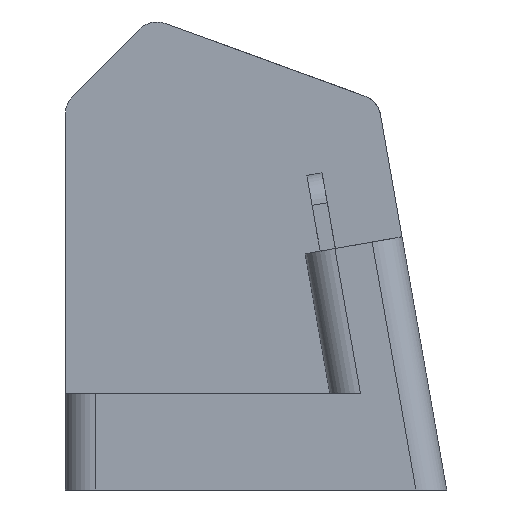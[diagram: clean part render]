
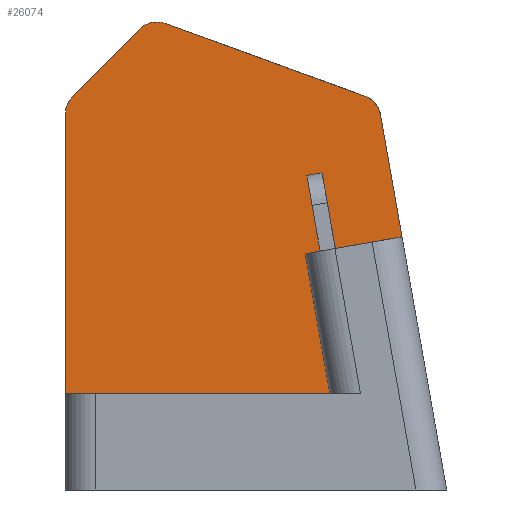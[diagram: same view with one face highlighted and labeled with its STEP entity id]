
A CAD part, left-side view. The second image highlights one B-rep face of the part: STEP entity #26074.
In plain terms, the highlighted planar face has unit normal (-1, 0, 0).
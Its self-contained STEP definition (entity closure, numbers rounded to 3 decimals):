
#107 = DIRECTION ( 'NONE',  ( -1., 0., 0. ) ) ;
#147 = VERTEX_POINT ( 'NONE', #11110 ) ;
#1495 = DIRECTION ( 'NONE',  ( 0., 0., 1. ) ) ;
#2159 = EDGE_CURVE ( 'NONE', #147, #37984, #36735, .T. ) ;
#2704 = CARTESIAN_POINT ( 'NONE',  ( 17.63, 16.378, 73.343 ) ) ;
#2868 = VERTEX_POINT ( 'NONE', #15340 ) ;
#2957 = VERTEX_POINT ( 'NONE', #24924 ) ;
#3131 = VERTEX_POINT ( 'NONE', #35437 ) ;
#3235 = CARTESIAN_POINT ( 'NONE',  ( 17.63, -17.992, 65.09 ) ) ;
#3640 = VECTOR ( 'NONE', #11417, 1000. ) ;
#3964 = ORIENTED_EDGE ( 'NONE', *, *, #2159, .F. ) ;
#4883 = LINE ( 'NONE', #26902, #12228 ) ;
#4957 = EDGE_CURVE ( 'NONE', #147, #2868, #10650, .T. ) ;
#5068 = LINE ( 'NONE', #35135, #37942 ) ;
#5570 = CARTESIAN_POINT ( 'NONE',  ( 17.63, -24.121, 41.846 ) ) ;
#5787 = CARTESIAN_POINT ( 'NONE',  ( 17.63, 19.207, 76.171 ) ) ;
#7401 = ORIENTED_EDGE ( 'NONE', *, *, #4957, .T. ) ;
#7703 = EDGE_CURVE ( 'NONE', #15665, #2957, #25693, .T. ) ;
#8758 = EDGE_CURVE ( 'NONE', #15665, #37984, #14357, .T. ) ;
#9706 = CARTESIAN_POINT ( 'NONE',  ( 17.63, -20.563, 62.026 ) ) ;
#9772 = EDGE_CURVE ( 'NONE', #2957, #25905, #39337, .T. ) ;
#9919 = LINE ( 'NONE', #21389, #22258 ) ;
#10179 = ORIENTED_EDGE ( 'NONE', *, *, #20054, .T. ) ;
#10404 = ORIENTED_EDGE ( 'NONE', *, *, #39197, .T. ) ;
#10650 = CIRCLE ( 'NONE', #36532, 4. ) ;
#11044 = CARTESIAN_POINT ( 'NONE',  ( 17.63, -16.624, 61.331 ) ) ;
#11110 = CARTESIAN_POINT ( 'NONE',  ( 17.63, 15.01, 77.102 ) ) ;
#11417 = DIRECTION ( 'NONE',  ( 0., -0.174, -0.985 ) ) ;
#11612 = AXIS2_PLACEMENT_3D ( 'NONE', #16126, #107, #31740 ) ;
#12228 = VECTOR ( 'NONE', #29889, 1000. ) ;
#13517 = DIRECTION ( 'NONE',  ( 0., -0.94, -0.342 ) ) ;
#13593 = CIRCLE ( 'NONE', #27488, 4. ) ;
#13712 = DIRECTION ( 'NONE',  ( 0., 0.707, -0.707 ) ) ;
#13894 = FACE_OUTER_BOUND ( 'NONE', #29717, .T. ) ;
#14209 = DIRECTION ( 'NONE',  ( -1., 0., 0. ) ) ;
#14357 = CIRCLE ( 'NONE', #18787, 4. ) ;
#14364 = EDGE_CURVE ( 'NONE', #32407, #34708, #5068, .T. ) ;
#14664 = ORIENTED_EDGE ( 'NONE', *, *, #7703, .F. ) ;
#15340 = CARTESIAN_POINT ( 'NONE',  ( 17.63, 16.378, 77.343 ) ) ;
#15665 = VERTEX_POINT ( 'NONE', #9706 ) ;
#16126 = CARTESIAN_POINT ( 'NONE',  ( 17.63, 27.5, 62.221 ) ) ;
#16457 = CARTESIAN_POINT ( 'NONE',  ( 17.63, 31.5, 15.87 ) ) ;
#16606 = CIRCLE ( 'NONE', #11612, 4. ) ;
#16751 = ORIENTED_EDGE ( 'NONE', *, *, #8758, .T. ) ;
#17016 = AXIS2_PLACEMENT_3D ( 'NONE', #26887, #39507, #20716 ) ;
#18108 = EDGE_CURVE ( 'NONE', #25905, #34708, #4883, .T. ) ;
#18787 = AXIS2_PLACEMENT_3D ( 'NONE', #11044, #14209, #1495 ) ;
#19197 = VECTOR ( 'NONE', #33887, 1000. ) ;
#19577 = CARTESIAN_POINT ( 'NONE',  ( 17.63, -20.162, 64.3 ) ) ;
#19971 = CARTESIAN_POINT ( 'NONE',  ( 17.63, 31.5, 62.221 ) ) ;
#20054 = EDGE_CURVE ( 'NONE', #2868, #36472, #13593, .T. ) ;
#20716 = DIRECTION ( 'NONE',  ( 0., 0., 1. ) ) ;
#21255 = PLANE ( 'NONE',  #17016 ) ;
#21389 = CARTESIAN_POINT ( 'NONE',  ( 17.63, 31.5, 83.103 ) ) ;
#22258 = VECTOR ( 'NONE', #24564, 1000. ) ;
#23072 = VECTOR ( 'NONE', #13712, 1000. ) ;
#23926 = DIRECTION ( 'NONE',  ( 0., 0., 1. ) ) ;
#24208 = DIRECTION ( 'NONE',  ( -1., 0., 0. ) ) ;
#24564 = DIRECTION ( 'NONE',  ( 0., 0., 1. ) ) ;
#24924 = CARTESIAN_POINT ( 'NONE',  ( 17.63, -24.121, 41.846 ) ) ;
#25031 = DIRECTION ( 'NONE',  ( 0., 0., 1. ) ) ;
#25693 = LINE ( 'NONE', #26941, #3640 ) ;
#25905 = VERTEX_POINT ( 'NONE', #38716 ) ;
#26074 = ADVANCED_FACE ( 'NONE', ( #13894 ), #21255, .T. ) ;
#26181 = EDGE_CURVE ( 'NONE', #32407, #39271, #9919, .T. ) ;
#26328 = ORIENTED_EDGE ( 'NONE', *, *, #14364, .T. ) ;
#26887 = CARTESIAN_POINT ( 'NONE',  ( 17.63, 0., 0. ) ) ;
#26902 = CARTESIAN_POINT ( 'NONE',  ( 17.63, -5.903, 51.53 ) ) ;
#26941 = CARTESIAN_POINT ( 'NONE',  ( 17.63, -31.5, 0. ) ) ;
#27488 = AXIS2_PLACEMENT_3D ( 'NONE', #30450, #24208, #23926 ) ;
#29717 = EDGE_LOOP ( 'NONE', ( #35285, #10404, #34728, #26328, #30394, #39522, #14664, #16751, #3964, #7401, #10179 ) ) ;
#29889 = DIRECTION ( 'NONE',  ( 0., -0.174, -0.985 ) ) ;
#29903 = EDGE_CURVE ( 'NONE', #36472, #3131, #39255, .T. ) ;
#30332 = VECTOR ( 'NONE', #13517, 1000. ) ;
#30394 = ORIENTED_EDGE ( 'NONE', *, *, #18108, .F. ) ;
#30400 = CARTESIAN_POINT ( 'NONE',  ( 17.63, -12.191, 15.87 ) ) ;
#30450 = CARTESIAN_POINT ( 'NONE',  ( 17.63, 16.378, 73.343 ) ) ;
#31740 = DIRECTION ( 'NONE',  ( 0., 0., 1. ) ) ;
#32407 = VERTEX_POINT ( 'NONE', #16457 ) ;
#32754 = CARTESIAN_POINT ( 'NONE',  ( 17.63, 47.689, 47.689 ) ) ;
#33887 = DIRECTION ( 'NONE',  ( 0., 0.985, -0.174 ) ) ;
#34301 = DIRECTION ( 'NONE',  ( -1., 0., 0. ) ) ;
#34708 = VERTEX_POINT ( 'NONE', #30400 ) ;
#34728 = ORIENTED_EDGE ( 'NONE', *, *, #26181, .F. ) ;
#35135 = CARTESIAN_POINT ( 'NONE',  ( 17.63, 0., 15.87 ) ) ;
#35282 = DIRECTION ( 'NONE',  ( 0., -1., 0. ) ) ;
#35285 = ORIENTED_EDGE ( 'NONE', *, *, #29903, .T. ) ;
#35437 = CARTESIAN_POINT ( 'NONE',  ( 17.63, 30.328, 65.049 ) ) ;
#36472 = VERTEX_POINT ( 'NONE', #5787 ) ;
#36532 = AXIS2_PLACEMENT_3D ( 'NONE', #2704, #34301, #25031 ) ;
#36735 = LINE ( 'NONE', #19577, #30332 ) ;
#37942 = VECTOR ( 'NONE', #35282, 1000. ) ;
#37984 = VERTEX_POINT ( 'NONE', #3235 ) ;
#38716 = CARTESIAN_POINT ( 'NONE',  ( 17.63, -8.108, 39.023 ) ) ;
#39197 = EDGE_CURVE ( 'NONE', #3131, #39271, #16606, .T. ) ;
#39255 = LINE ( 'NONE', #32754, #23072 ) ;
#39271 = VERTEX_POINT ( 'NONE', #19971 ) ;
#39337 = LINE ( 'NONE', #5570, #19197 ) ;
#39507 = DIRECTION ( 'NONE',  ( -1., 0., 0. ) ) ;
#39522 = ORIENTED_EDGE ( 'NONE', *, *, #9772, .F. ) ;
